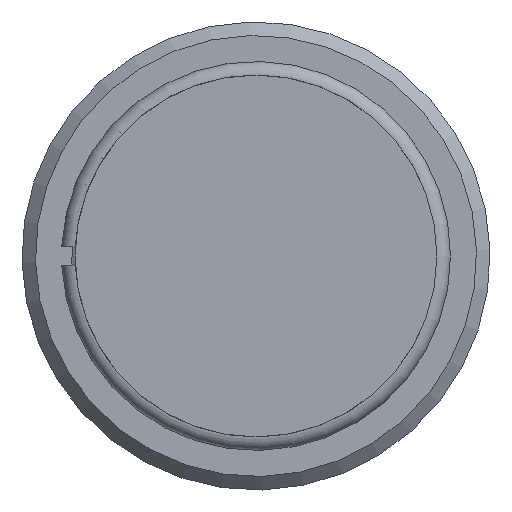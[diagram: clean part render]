
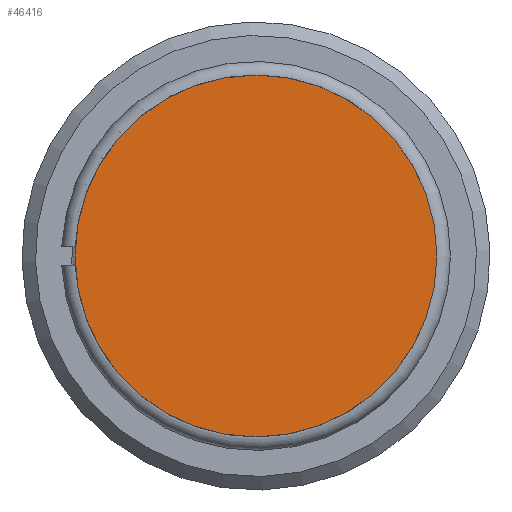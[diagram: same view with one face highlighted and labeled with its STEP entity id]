
A CAD part, left-side view. The second image highlights one B-rep face of the part: STEP entity #46416.
In plain terms, the highlighted planar face has unit normal (-1, 0, 0).
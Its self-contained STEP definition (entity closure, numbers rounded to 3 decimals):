
#46396=CARTESIAN_POINT('',(0.,4.0,0.0));
#46397=VERTEX_POINT('',#46396);
#46398=CARTESIAN_POINT('',(0.0,0.0,0.0));
#46399=DIRECTION('',(1.0,0.0,0.0));
#46400=DIRECTION('',(0.0,1.0,0.0));
#46401=AXIS2_PLACEMENT_3D('',#46398,#46399,#46400);
#46402=CIRCLE('',#46401,4.0);
#46403=EDGE_CURVE('',#46397,#46397,#46402,.T.);
#46408=CARTESIAN_POINT('',(0.,3.5,0.0));
#46409=DIRECTION('',(-1.0,0.0,0.0));
#46410=DIRECTION('',(0.0,0.0,1.0));
#46411=AXIS2_PLACEMENT_3D('',#46408,#46409,#46410);
#46412=PLANE('',#46411);
#46413=ORIENTED_EDGE('',*,*,#46403,.F.);
#46414=EDGE_LOOP('',(#46413));
#46415=FACE_OUTER_BOUND('',#46414,.T.);
#46416=ADVANCED_FACE('',(#46415),#46412,.T.);
